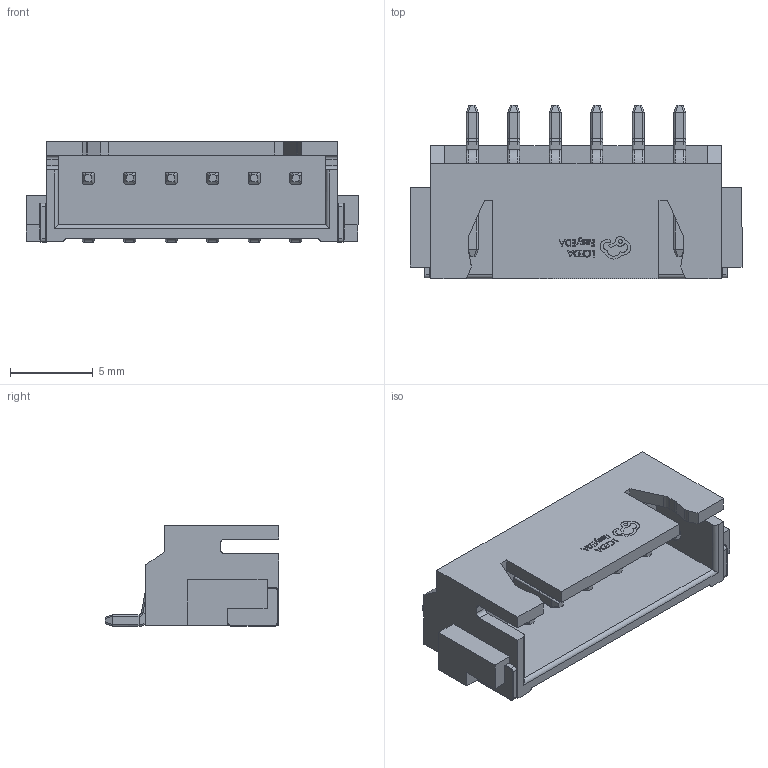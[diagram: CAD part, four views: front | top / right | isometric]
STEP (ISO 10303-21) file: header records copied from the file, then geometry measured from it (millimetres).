
FILE_DESCRIPTION (( 'STEP AP214' ), '1' );
FILE_NAME ('CONN-SMD_XH2.5-WS-6P.step', '2022-08-08T03:41:43', ( '' ), ( '' ), 'SwSTEP 2.0', 'SolidWorks 2020', '' );
FILE_SCHEMA (( 'AUTOMOTIVE_DESIGN' ));
Length unit declared in the file: millimetre
Products named in the file (1): CONN-SMD_XH2.5-WS-6P
Bounding box: 20 x 10.45 x 6.06 mm (x, y, z)
Volume: 392.1 mm3; surface area: 1067.2 mm2
Topology: 16 solids, 16 shells, 800 faces, 2105 edges, 1356 vertices
Faces by surface type: plane 426, bspline 196, cylinder 142, torus 36
Entity records: 38376 total; most frequent: CARTESIAN_POINT 11478, ORIENTED_EDGE 4210, DIRECTION 2911, EDGE_CURVE 2105, VERTEX_POINT 1356, LINE 1285, VECTOR 1285, EDGE_LOOP 831
